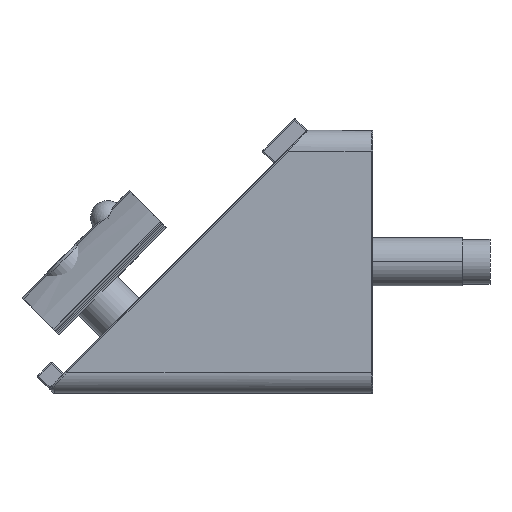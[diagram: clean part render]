
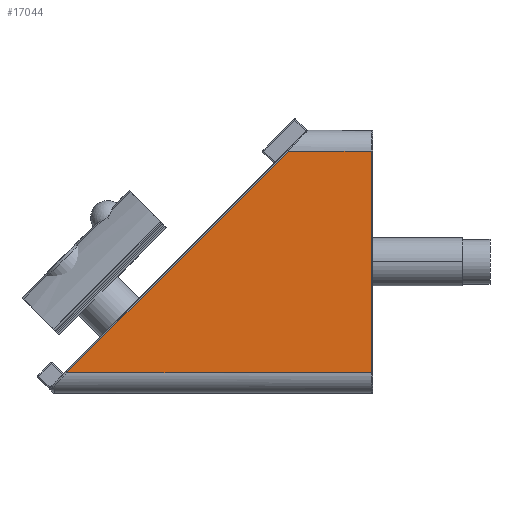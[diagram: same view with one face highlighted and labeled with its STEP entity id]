
A CAD part, left-side view. The second image highlights one B-rep face of the part: STEP entity #17044.
In plain terms, the highlighted planar face has unit normal (-1, 0, 0).
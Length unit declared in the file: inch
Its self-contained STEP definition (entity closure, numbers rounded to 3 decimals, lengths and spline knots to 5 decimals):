
#1570 = LINE ( 'NONE', #12685, #12099 ) ;
#2031 = DIRECTION ( 'NONE',  ( 0., 1., 0. ) ) ;
#3769 = LINE ( 'NONE', #27290, #23451 ) ;
#4193 = FACE_OUTER_BOUND ( 'NONE', #20748, .T. ) ;
#4537 = LINE ( 'NONE', #6145, #19882 ) ;
#5008 = CARTESIAN_POINT ( 'NONE',  ( -1.5, 0.48099, 0.63189 ) ) ;
#5948 = VERTEX_POINT ( 'NONE', #20684 ) ;
#6145 = CARTESIAN_POINT ( 'NONE',  ( -1.5, 1.87402, 0.63189 ) ) ;
#6436 = ORIENTED_EDGE ( 'NONE', *, *, #19220, .F. ) ;
#7161 = ORIENTED_EDGE ( 'NONE', *, *, #12929, .T. ) ;
#7467 = VERTEX_POINT ( 'NONE', #21923 ) ;
#7542 = DIRECTION ( 'NONE',  ( 0., 0., -1. ) ) ;
#8486 = VERTEX_POINT ( 'NONE', #27494 ) ;
#10143 = EDGE_CURVE ( 'NONE', #7467, #5948, #3769, .T. ) ;
#10983 = PLANE ( 'NONE',  #16376 ) ;
#12099 = VECTOR ( 'NONE', #19183, 39.37008 ) ;
#12528 = ORIENTED_EDGE ( 'NONE', *, *, #10143, .F. ) ;
#12685 = CARTESIAN_POINT ( 'NONE',  ( -1.5, 1.87402, -0.63189 ) ) ;
#12929 = EDGE_CURVE ( 'NONE', #8486, #5948, #1570, .T. ) ;
#13001 = DIRECTION ( 'NONE',  ( 1., 0., 0. ) ) ;
#15367 = DIRECTION ( 'NONE',  ( 0., -1., 0. ) ) ;
#16376 = AXIS2_PLACEMENT_3D ( 'NONE', #23931, #13001, #2031 ) ;
#17044 = ADVANCED_FACE ( 'NONE', ( #4193 ), #10983, .F. ) ;
#17125 = DIRECTION ( 'NONE',  ( 0., -0.707, 0.707 ) ) ;
#19183 = DIRECTION ( 'NONE',  ( 0., -1., 0. ) ) ;
#19220 = EDGE_CURVE ( 'NONE', #8486, #24101, #25344, .T. ) ;
#19882 = VECTOR ( 'NONE', #15367, 39.37008 ) ;
#20684 = CARTESIAN_POINT ( 'NONE',  ( -1.5, 0.00787, -0.63189 ) ) ;
#20748 = EDGE_LOOP ( 'NONE', ( #23322, #6436, #7161, #12528 ) ) ;
#21923 = CARTESIAN_POINT ( 'NONE',  ( -1.5, 0.00787, 0.63189 ) ) ;
#23322 = ORIENTED_EDGE ( 'NONE', *, *, #24529, .F. ) ;
#23451 = VECTOR ( 'NONE', #7542, 39.37008 ) ;
#23931 = CARTESIAN_POINT ( 'NONE',  ( -1.5, 1.87402, 0.63189 ) ) ;
#24101 = VERTEX_POINT ( 'NONE', #5008 ) ;
#24529 = EDGE_CURVE ( 'NONE', #24101, #7467, #4537, .T. ) ;
#24854 = VECTOR ( 'NONE', #17125, 39.37008 ) ;
#25344 = LINE ( 'NONE', #27511, #24854 ) ;
#27290 = CARTESIAN_POINT ( 'NONE',  ( -1.5, 0.00787, 0.63189 ) ) ;
#27494 = CARTESIAN_POINT ( 'NONE',  ( -1.5, 1.74477, -0.63189 ) ) ;
#27511 = CARTESIAN_POINT ( 'NONE',  ( -1.5, 1.1775, -0.06462 ) ) ;
